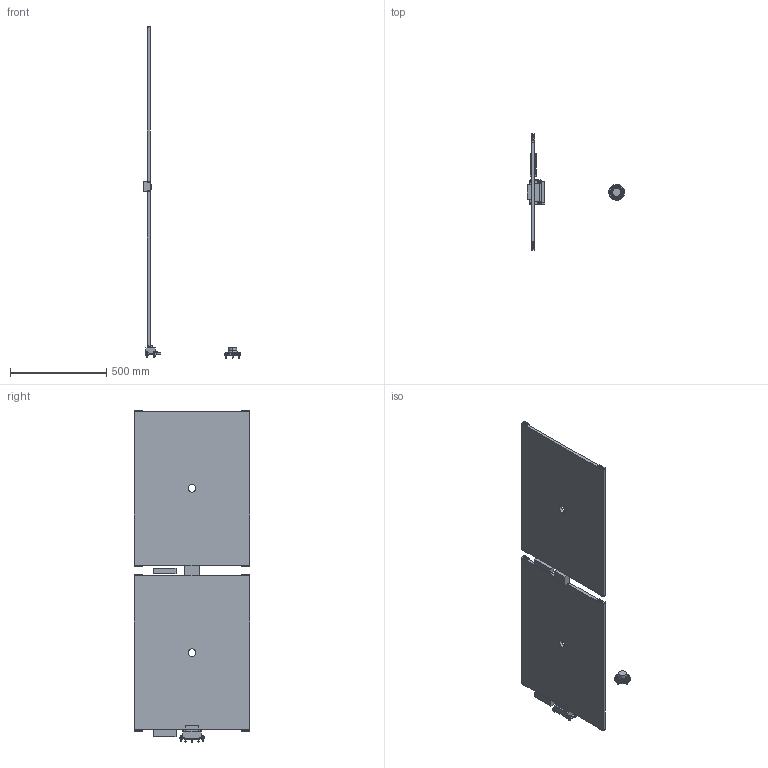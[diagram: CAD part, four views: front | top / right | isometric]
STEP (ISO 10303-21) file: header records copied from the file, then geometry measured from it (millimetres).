
FILE_DESCRIPTION(('STEP AP214'),'1');
FILE_NAME('Sparkwing 600x800mm 2Panel 19s SA Deployed STEP.stp','2022-01-07T12:20:20',(' '),(' '),'Spatial InterOp 3D',' ',' ');
FILE_SCHEMA(('AUTOMOTIVE_DESIGN { 1 0 10303 214 1 1 1 1 }'));
Length unit declared in the file: metre
Products named in the file (19): HDRS_FASTENERS; DIN65209 - 06M; LN29950-0623B; HDRS; Thermal Washer HD; HD bracket; Sparkwing 600x800mm 2Panel 19s SA Deployed STEP; Roothinge Deployed 90deg; Roothinge Deployed 90deg Geometry; Roothinge Interface Bolts and Washers2; DIN65209 - 06M2; LN29950-0623B2; R19190-002; R20090-045; R20090-046; Panels; Inter-panel hinges; Harness; Suspension brackets
Assembly tree (39 placements, depth 4):
  Sparkwing 600x800mm 2Panel 19s SA Deployed STEP
    HDRS
      HDRS_FASTENERS
        DIN65209 - 06M  x4
        LN29950-0623B  x4
      Thermal Washer HD
      HD bracket
    Roothinge Deployed 90deg
      Roothinge Deployed 90deg Geometry
    Roothinge Interface Bolts and Washers2
      DIN65209 - 06M2  x4
      LN29950-0623B2  x4
      R19190-002  x4
      R20090-045  x4
      R20090-046  x4
    Panels
    Inter-panel hinges
    Harness
    Suspension brackets
Bounding box: 506 x 600 x 1725 mm (x, y, z)
Volume: 16050643.1 mm3; surface area: 4076840.4 mm2
Topology: 47 solids, 47 shells, 981 faces, 2449 edges, 1588 vertices
Faces by surface type: plane 528, cylinder 272, torus 99, cone 82
Entity records: 19838 total; most frequent: CARTESIAN_POINT 3561, DIRECTION 3400, ORIENTED_EDGE 3122, EDGE_CURVE 1561, AXIS2_PLACEMENT_3D 1218, VERTEX_POINT 1012, LINE 964, VECTOR 964
